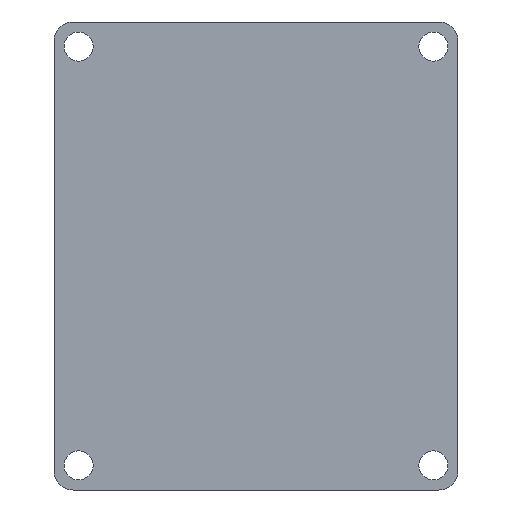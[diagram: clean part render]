
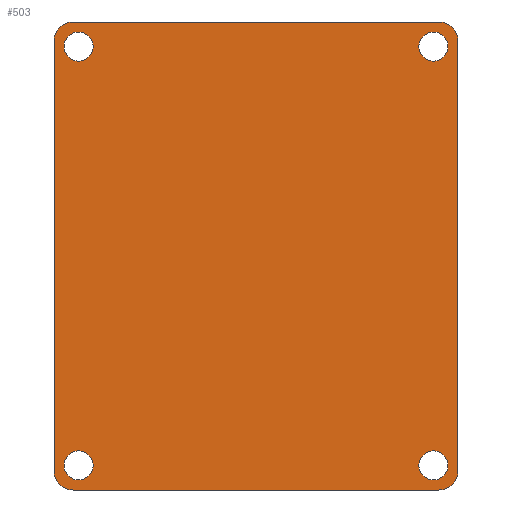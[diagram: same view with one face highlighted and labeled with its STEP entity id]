
A CAD part, front view. The second image highlights one B-rep face of the part: STEP entity #503.
In plain terms, the highlighted planar face has unit normal (0, -1, 0).
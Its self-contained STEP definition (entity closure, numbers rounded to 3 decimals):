
#15=FACE_BOUND('',#84,.T.);
#16=FACE_BOUND('',#85,.T.);
#17=FACE_BOUND('',#86,.T.);
#18=FACE_BOUND('',#87,.T.);
#32=PLANE('',#554);
#56=FACE_OUTER_BOUND('',#83,.T.);
#83=EDGE_LOOP('',(#394,#395,#396,#397,#398,#399,#400,#401));
#84=EDGE_LOOP('',(#402));
#85=EDGE_LOOP('',(#403));
#86=EDGE_LOOP('',(#404));
#87=EDGE_LOOP('',(#405));
#129=LINE('',#783,#182);
#132=LINE('',#789,#185);
#133=LINE('',#793,#186);
#134=LINE('',#797,#187);
#182=VECTOR('',#642,10.);
#185=VECTOR('',#647,10.);
#186=VECTOR('',#650,10.);
#187=VECTOR('',#653,10.);
#215=CIRCLE('',#534,1.5);
#217=CIRCLE('',#537,1.5);
#219=CIRCLE('',#540,1.5);
#221=CIRCLE('',#543,1.5);
#223=CIRCLE('',#552,2.);
#224=CIRCLE('',#555,2.);
#225=CIRCLE('',#556,2.);
#226=CIRCLE('',#557,2.);
#231=VERTEX_POINT('',#720);
#233=VERTEX_POINT('',#726);
#235=VERTEX_POINT('',#732);
#237=VERTEX_POINT('',#738);
#250=VERTEX_POINT('',#776);
#251=VERTEX_POINT('',#778);
#252=VERTEX_POINT('',#782);
#254=VERTEX_POINT('',#788);
#255=VERTEX_POINT('',#790);
#256=VERTEX_POINT('',#792);
#257=VERTEX_POINT('',#794);
#258=VERTEX_POINT('',#796);
#278=EDGE_CURVE('',#231,#231,#215,.T.);
#281=EDGE_CURVE('',#233,#233,#217,.T.);
#284=EDGE_CURVE('',#235,#235,#219,.T.);
#287=EDGE_CURVE('',#237,#237,#221,.T.);
#305=EDGE_CURVE('',#250,#251,#223,.T.);
#307=EDGE_CURVE('',#252,#251,#129,.T.);
#310=EDGE_CURVE('',#250,#254,#132,.T.);
#311=EDGE_CURVE('',#255,#254,#224,.T.);
#312=EDGE_CURVE('',#255,#256,#133,.T.);
#313=EDGE_CURVE('',#257,#256,#225,.T.);
#314=EDGE_CURVE('',#257,#258,#134,.T.);
#315=EDGE_CURVE('',#252,#258,#226,.T.);
#394=ORIENTED_EDGE('',*,*,#305,.F.);
#395=ORIENTED_EDGE('',*,*,#310,.T.);
#396=ORIENTED_EDGE('',*,*,#311,.F.);
#397=ORIENTED_EDGE('',*,*,#312,.T.);
#398=ORIENTED_EDGE('',*,*,#313,.F.);
#399=ORIENTED_EDGE('',*,*,#314,.T.);
#400=ORIENTED_EDGE('',*,*,#315,.F.);
#401=ORIENTED_EDGE('',*,*,#307,.T.);
#402=ORIENTED_EDGE('',*,*,#278,.T.);
#403=ORIENTED_EDGE('',*,*,#281,.T.);
#404=ORIENTED_EDGE('',*,*,#284,.T.);
#405=ORIENTED_EDGE('',*,*,#287,.T.);
#503=ADVANCED_FACE('',(#56,#15,#16,#17,#18),#32,.F.);
#534=AXIS2_PLACEMENT_3D('',#722,#582,#583);
#537=AXIS2_PLACEMENT_3D('',#728,#589,#590);
#540=AXIS2_PLACEMENT_3D('',#734,#596,#597);
#543=AXIS2_PLACEMENT_3D('',#740,#603,#604);
#552=AXIS2_PLACEMENT_3D('',#779,#637,#638);
#554=AXIS2_PLACEMENT_3D('',#787,#645,#646);
#555=AXIS2_PLACEMENT_3D('',#791,#648,#649);
#556=AXIS2_PLACEMENT_3D('',#795,#651,#652);
#557=AXIS2_PLACEMENT_3D('',#798,#654,#655);
#582=DIRECTION('center_axis',(0.,1.,0.));
#583=DIRECTION('ref_axis',(-1.,0.,0.));
#589=DIRECTION('center_axis',(0.,1.,0.));
#590=DIRECTION('ref_axis',(-1.,0.,0.));
#596=DIRECTION('center_axis',(0.,1.,0.));
#597=DIRECTION('ref_axis',(-1.,0.,0.));
#603=DIRECTION('center_axis',(0.,1.,0.));
#604=DIRECTION('ref_axis',(-1.,0.,0.));
#637=DIRECTION('center_axis',(0.,1.,0.));
#638=DIRECTION('ref_axis',(0.707,0.,-0.707));
#642=DIRECTION('',(1.,0.,0.));
#645=DIRECTION('center_axis',(0.,1.,0.));
#646=DIRECTION('ref_axis',(1.,0.,0.));
#647=DIRECTION('',(0.,0.,1.));
#648=DIRECTION('center_axis',(0.,1.,0.));
#649=DIRECTION('ref_axis',(0.707,0.,0.707));
#650=DIRECTION('',(-1.,0.,0.));
#651=DIRECTION('center_axis',(0.,1.,0.));
#652=DIRECTION('ref_axis',(-0.707,0.,0.707));
#653=DIRECTION('',(0.,0.,-1.));
#654=DIRECTION('center_axis',(0.,1.,0.));
#655=DIRECTION('ref_axis',(-0.707,0.,-0.707));
#720=CARTESIAN_POINT('',(19.79,0.,-21.59));
#722=CARTESIAN_POINT('Origin',(18.29,0.,-21.59));
#726=CARTESIAN_POINT('',(19.79,0.,21.59));
#728=CARTESIAN_POINT('Origin',(18.29,0.,21.59));
#732=CARTESIAN_POINT('',(-16.79,0.,-21.59));
#734=CARTESIAN_POINT('Origin',(-18.29,0.,-21.59));
#738=CARTESIAN_POINT('',(-16.79,0.,21.59));
#740=CARTESIAN_POINT('Origin',(-18.29,0.,21.59));
#776=CARTESIAN_POINT('',(20.83,0.,-22.13));
#778=CARTESIAN_POINT('',(18.83,0.,-24.13));
#779=CARTESIAN_POINT('Origin',(18.83,0.,-22.13));
#782=CARTESIAN_POINT('',(-18.83,0.,-24.13));
#783=CARTESIAN_POINT('',(-20.83,0.,-24.13));
#787=CARTESIAN_POINT('Origin',(0.,0.,0.));
#788=CARTESIAN_POINT('',(20.83,0.,22.13));
#789=CARTESIAN_POINT('',(20.83,0.,-24.13));
#790=CARTESIAN_POINT('',(18.83,0.,24.13));
#791=CARTESIAN_POINT('Origin',(18.83,0.,22.13));
#792=CARTESIAN_POINT('',(-18.83,0.,24.13));
#793=CARTESIAN_POINT('',(20.83,0.,24.13));
#794=CARTESIAN_POINT('',(-20.83,0.,22.13));
#795=CARTESIAN_POINT('Origin',(-18.83,0.,22.13));
#796=CARTESIAN_POINT('',(-20.83,0.,-22.13));
#797=CARTESIAN_POINT('',(-20.83,0.,24.13));
#798=CARTESIAN_POINT('Origin',(-18.83,0.,-22.13));
